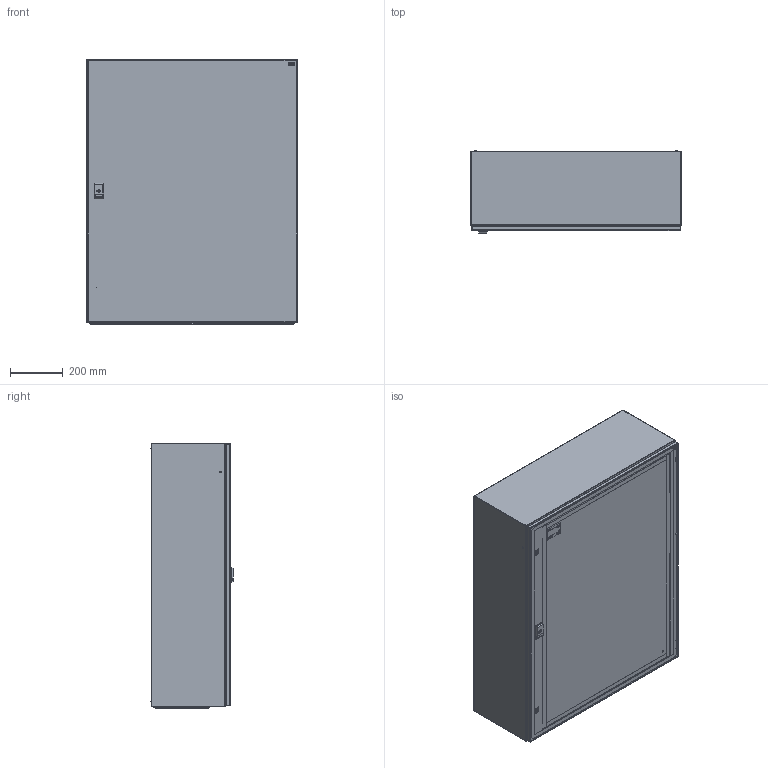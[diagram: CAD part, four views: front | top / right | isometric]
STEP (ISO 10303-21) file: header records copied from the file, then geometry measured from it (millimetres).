
FILE_DESCRIPTION((''),'2;1');
FILE_NAME('GT_100_80_30_ASM','2021-11-04T',('marketing.praksa'),('Audax d.o.o.'),'CREO PARAMETRIC BY PTC INC, 2017480','CREO PARAMETRIC BY PTC INC, 2017480','');
FILE_SCHEMA(('AUTOMOTIVE_DESIGN { 1 0 10303 214 1 1 1 1 }'));
Products named in the file (69): ZAWIAS_1_2_3_4_5_6_7_8_1_1_2; KOR_GT_100-80-30_1; PRZEPUST_1_2_3_4_5_6_7_8_1_1_2; TULEJA_1_2_3_4_5_6_7_8_1_1_2; PLYTA_1_2_3_4_5_6_7_8_1_1_2; NAKRETKA_M8_1_2_3_4_5_6_7_8_1_2; ZASLEPKA_10_7_1_2_3_4_5_6_7_8_3; SCREWS_100_80_30_1_1; SCREWS_100_80_30_1_2; SCREWS_100_80_30_1_3; SCREWS_100_80_30_1_4; SCREWS_100_80_30_1_5; SCREWS_100_80_30_1_6; SCREWS_100_80_30_1_7; SCREWS_100_80_30_1_8; SCREWS_100_80_30_1_9; SCREWS_100_80_30_1_10; SCREWS_100_80_30_1_11; SCREWS_100_80_30_1_12; SCREWS_100_80_30_1_13; SCREWS_100_80_30_1_14; SCREWS_100_80_30_1_15; SCREWS_100_80_30_1_16; DRZWI_1_2_3_4_5_6_7_8_81_1; DRZWI_1_2_3_4_5_6_7_8_82_1; ZAWIAS_3_ST47_002_ELEMENT-54720; ZAWIAS_3_ST47_002_ELEMENT-54721; DRZWI_1_2_3_4_5_6_7_8_83_1; DRZWI_1_2_3_4_5_6_7_8_84_1; DRZWI_1_2_3_4_5_6_7_8_85_1; DRZWI_1_2_3_4_5_6_7_8_86_1; ZAWIAS_3_ST47_002_ELEMENT-547_4; DRZWI_1_2_3_4_5_6_7_8_87_1; DRZWI_1_2_3_4_5_6_7_8_88_1; DRZWI_1_2_3_4_5_6_7_8_89_1; DRZWI_1_2_3_4_5_6_7__91_1; DRZWI_1_2_3_4_5_6_7__92_1; ANSI_B27_7M_3CMI-4-54733_1_2_1; ANSI_B27_7M_3CMI-4-54734_1; ANSI_B27_7M_3CMI-4-54735_1 ...
Assembly tree (79 placements, depth 2):
  GT_100_80_30_ASM
    ZAWIAS_1_2_3_4_5_6_7_8_1_1_2  x3
    KOR_GT_100-80-30_1
    PRZEPUST_1_2_3_4_5_6_7_8_1_1_2
    TULEJA_1_2_3_4_5_6_7_8_1_1_2  x4
    PLYTA_1_2_3_4_5_6_7_8_1_1_2
    NAKRETKA_M8_1_2_3_4_5_6_7_8_1_2  x4
    ZASLEPKA_10_7_1_2_3_4_5_6_7_8_3  x4
    SCREWS_100_80_30_1_1
    SCREWS_100_80_30_1_2
    SCREWS_100_80_30_1_3
    SCREWS_100_80_30_1_4
    SCREWS_100_80_30_1_5
    SCREWS_100_80_30_1_6
    SCREWS_100_80_30_1_7
    SCREWS_100_80_30_1_8
    SCREWS_100_80_30_1_9
    SCREWS_100_80_30_1_10
    SCREWS_100_80_30_1_11
    SCREWS_100_80_30_1_12
    SCREWS_100_80_30_1_13
    SCREWS_100_80_30_1_14
    SCREWS_100_80_30_1_15
    SCREWS_100_80_30_1_16
    DRZWI_1_2_3_4_5_6_7_8_81_1
    DRZWI_1_2_3_4_5_6_7_8_82_1
    ZAWIAS_3_ST47_002_ELEMENT-54720
    ZAWIAS_3_ST47_002_ELEMENT-54721
    DRZWI_1_2_3_4_5_6_7_8_83_1
    DRZWI_1_2_3_4_5_6_7_8_84_1
    DRZWI_1_2_3_4_5_6_7_8_85_1
    DRZWI_1_2_3_4_5_6_7_8_86_1
    ZAWIAS_3_ST47_002_ELEMENT-547_4
    DRZWI_1_2_3_4_5_6_7_8_87_1
    DRZWI_1_2_3_4_5_6_7_8_88_1
    DRZWI_1_2_3_4_5_6_7_8_89_1
    DRZWI_1_2_3_4_5_6_7__91_1
    DRZWI_1_2_3_4_5_6_7__92_1
    ANSI_B27_7M_3CMI-4-54733_1_2_1
    ANSI_B27_7M_3CMI-4-54734_1
    ANSI_B27_7M_3CMI-4-54735_1
    DRZWI_1_2_3_4_5_6_7__93_1
    DRZWI_1_2_3_4_5_6_7__94_1
    DRZWI_1_2_3_4_5_6_7__95_1
    DRZWI_1_2_3_4_5_6_7__96_1
    DRZWI_1_2_3_4_5_6_7__97_1
    DRZWI_1_2_3_4_5_6_7__98_1
    DRZWI_1_2_3_4_5_6_7__99_1
    DRZWI_1_2_3_4_5_6_7_100_1
    DRZWI_1_2_3_4_5_6_7_101_1
    DRZWI_1_2_3_4_5_6_7_102_1
    DRZWI_1_2_3_4_5_6_7_103_1
    DRZWI_1_2_3_4_5_6_7_104_1
    DRZWI_1_2_3_4_5_6_7_105_1
    DRZWI_1_2_3_4_5_6_7_106_1
    DRZWI_1_2_3_4_5_6_7_107_1
    DRZWI_1_2_3_4_5_6_7_108_1
    DRZWI_1_2_3_4_5_6_7_109_1
    DRZWI_1_2_3_4_5_6__110_1
    DRZWI_1_2_3_4_5_6__111_1
Bounding box: 800 x 310.93 x 1008.44 mm (x, y, z)
Volume: 5942384.2 mm3; surface area: 7678364.7 mm2
Topology: 79 solids, 79 shells, 3698 faces, 10305 edges, 6923 vertices
Faces by surface type: plane 1656, cylinder 1470, torus 174, cone 144, extrusion 136, sphere 68, bspline 50
Entity records: 148147 total; most frequent: CARTESIAN_POINT 24568, DIRECTION 17940, ORIENTED_EDGE 16874, PRESENTATION_STYLE_ASSIGNMENT 10118, STYLED_ITEM 9074, CURVE_STYLE 8437, EDGE_CURVE 8437, AXIS2_PLACEMENT_3D 6767
